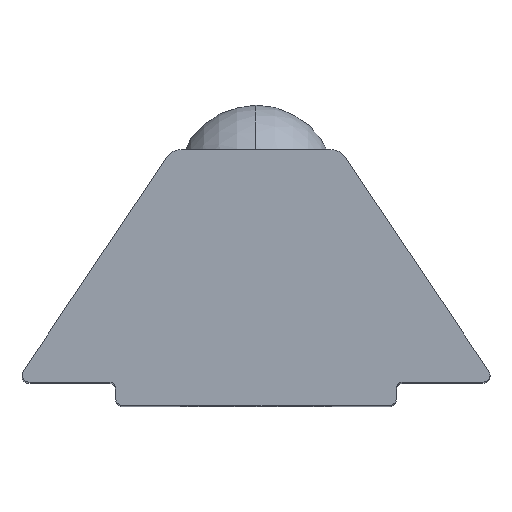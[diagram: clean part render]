
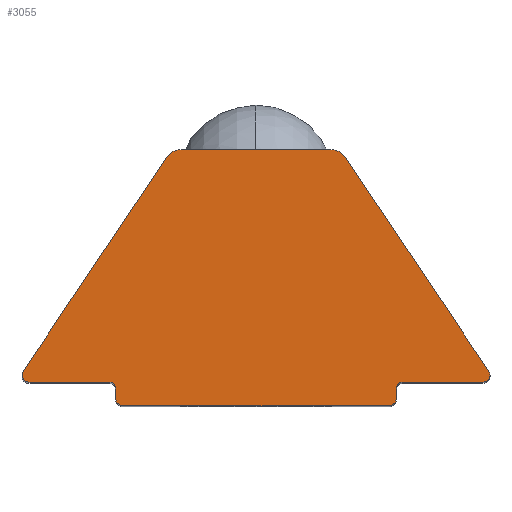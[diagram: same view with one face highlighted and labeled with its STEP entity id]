
A CAD part, top view. The second image highlights one B-rep face of the part: STEP entity #3055.
In plain terms, the highlighted planar face has unit normal (0, 0, 1).
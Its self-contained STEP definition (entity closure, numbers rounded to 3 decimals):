
#25 = VERTEX_POINT ( 'NONE', #2269 ) ;
#44 = ORIENTED_EDGE ( 'NONE', *, *, #1869, .T. ) ;
#45 = DIRECTION ( 'NONE',  ( 1., 0., 0. ) ) ;
#83 = DIRECTION ( 'NONE',  ( 0., 1., 0. ) ) ;
#146 = VERTEX_POINT ( 'NONE', #2332 ) ;
#167 = CARTESIAN_POINT ( 'NONE',  ( -2.133, 3.15, 21.9 ) ) ;
#183 = DIRECTION ( 'NONE',  ( -1., 0., 0. ) ) ;
#305 = EDGE_CURVE ( 'NONE', #146, #5039, #5263, .T. ) ;
#391 = VERTEX_POINT ( 'NONE', #5795 ) ;
#413 = ORIENTED_EDGE ( 'NONE', *, *, #2130, .T. ) ;
#437 = EDGE_CURVE ( 'NONE', #3596, #391, #4787, .T. ) ;
#468 = VERTEX_POINT ( 'NONE', #2601 ) ;
#506 = ORIENTED_EDGE ( 'NONE', *, *, #2089, .T. ) ;
#568 = ORIENTED_EDGE ( 'NONE', *, *, #2215, .T. ) ;
#609 = CARTESIAN_POINT ( 'NONE',  ( -4., -3.45, 21.9 ) ) ;
#773 = VECTOR ( 'NONE', #3201, 1000. ) ;
#815 = VECTOR ( 'NONE', #183, 1000. ) ;
#848 = DIRECTION ( 'NONE',  ( -1., 0., 0. ) ) ;
#897 = CIRCLE ( 'NONE', #1424, 0.2 ) ;
#958 = DIRECTION ( 'NONE',  ( 0., 0., -1. ) ) ;
#979 = DIRECTION ( 'NONE',  ( 0., 0., 1. ) ) ;
#991 = DIRECTION ( 'NONE',  ( -1., 0., 0. ) ) ;
#1006 = EDGE_CURVE ( 'NONE', #2512, #6679, #1368, .T. ) ;
#1088 = ORIENTED_EDGE ( 'NONE', *, *, #5301, .T. ) ;
#1107 = CARTESIAN_POINT ( 'NONE',  ( -6.475, -2.78, 21.9 ) ) ;
#1114 = DIRECTION ( 'NONE',  ( 0., 0., 1. ) ) ;
#1136 = DIRECTION ( 'NONE',  ( -0.557, -0.83, 0. ) ) ;
#1171 = LINE ( 'NONE', #3693, #815 ) ;
#1252 = DIRECTION ( 'NONE',  ( -1., 0., 0. ) ) ;
#1253 = CARTESIAN_POINT ( 'NONE',  ( -4., -3.65, 21.9 ) ) ;
#1273 = CARTESIAN_POINT ( 'NONE',  ( 0., 0., 21.9 ) ) ;
#1283 = DIRECTION ( 'NONE',  ( -1., 0., 0. ) ) ;
#1323 = CARTESIAN_POINT ( 'NONE',  ( -6.475, -2.98, 21.9 ) ) ;
#1368 = CIRCLE ( 'NONE', #5401, 0.2 ) ;
#1415 = ORIENTED_EDGE ( 'NONE', *, *, #3042, .T. ) ;
#1424 = AXIS2_PLACEMENT_3D ( 'NONE', #5954, #2379, #1283 ) ;
#1442 = CARTESIAN_POINT ( 'NONE',  ( 6.475, -2.78, 21.9 ) ) ;
#1494 = CARTESIAN_POINT ( 'NONE',  ( 3.8, -3.45, 21.9 ) ) ;
#1526 = CARTESIAN_POINT ( 'NONE',  ( 2.133, 3.65, 21.9 ) ) ;
#1644 = AXIS2_PLACEMENT_3D ( 'NONE', #2753, #1114, #2102 ) ;
#1667 = CARTESIAN_POINT ( 'NONE',  ( -4.2, -2.98, 21.9 ) ) ;
#1688 = CARTESIAN_POINT ( 'NONE',  ( 4., -3.18, 21.9 ) ) ;
#1690 = ORIENTED_EDGE ( 'NONE', *, *, #1707, .T. ) ;
#1707 = EDGE_CURVE ( 'NONE', #4162, #2512, #5816, .T. ) ;
#1715 = CARTESIAN_POINT ( 'NONE',  ( 6.675, -2.78, 21.9 ) ) ;
#1754 = PLANE ( 'NONE',  #6206 ) ;
#1755 = EDGE_CURVE ( 'NONE', #2450, #3596, #4422, .T. ) ;
#1864 = ORIENTED_EDGE ( 'NONE', *, *, #5336, .T. ) ;
#1865 = CARTESIAN_POINT ( 'NONE',  ( -6.641, -2.669, 21.9 ) ) ;
#1869 = EDGE_CURVE ( 'NONE', #2343, #4162, #897, .T. ) ;
#1963 = CIRCLE ( 'NONE', #4149, 0.2 ) ;
#2089 = EDGE_CURVE ( 'NONE', #468, #2450, #3943, .T. ) ;
#2102 = DIRECTION ( 'NONE',  ( -1., 0., 0. ) ) ;
#2124 = VERTEX_POINT ( 'NONE', #2895 ) ;
#2130 = EDGE_CURVE ( 'NONE', #391, #2124, #1963, .T. ) ;
#2215 = EDGE_CURVE ( 'NONE', #3161, #468, #4251, .T. ) ;
#2247 = DIRECTION ( 'NONE',  ( 0., 0., 1. ) ) ;
#2269 = CARTESIAN_POINT ( 'NONE',  ( -2.133, 3.65, 21.9 ) ) ;
#2332 = CARTESIAN_POINT ( 'NONE',  ( -2.549, 3.429, 21.9 ) ) ;
#2335 = EDGE_CURVE ( 'NONE', #6123, #5729, #5664, .T. ) ;
#2343 = VERTEX_POINT ( 'NONE', #1688 ) ;
#2354 = AXIS2_PLACEMENT_3D ( 'NONE', #5252, #5854, #2662 ) ;
#2375 = ORIENTED_EDGE ( 'NONE', *, *, #437, .T. ) ;
#2379 = DIRECTION ( 'NONE',  ( 0., 0., -1. ) ) ;
#2450 = VERTEX_POINT ( 'NONE', #609 ) ;
#2512 = VERTEX_POINT ( 'NONE', #4648 ) ;
#2591 = CARTESIAN_POINT ( 'NONE',  ( 6.475, -2.78, 21.9 ) ) ;
#2601 = CARTESIAN_POINT ( 'NONE',  ( -4., -3.18, 21.9 ) ) ;
#2662 = DIRECTION ( 'NONE',  ( -1., 0., 0. ) ) ;
#2713 = CARTESIAN_POINT ( 'NONE',  ( 4., -3.65, 21.9 ) ) ;
#2731 = AXIS2_PLACEMENT_3D ( 'NONE', #167, #6471, #5953 ) ;
#2753 = CARTESIAN_POINT ( 'NONE',  ( 2.133, 3.15, 21.9 ) ) ;
#2895 = CARTESIAN_POINT ( 'NONE',  ( 4., -3.45, 21.9 ) ) ;
#3042 = EDGE_CURVE ( 'NONE', #4871, #3161, #4966, .T. ) ;
#3055 = ADVANCED_FACE ( 'NONE', ( #4448 ), #1754, .F. ) ;
#3161 = VERTEX_POINT ( 'NONE', #1667 ) ;
#3174 = ORIENTED_EDGE ( 'NONE', *, *, #5259, .T. ) ;
#3187 = DIRECTION ( 'NONE',  ( -1., 0., 0. ) ) ;
#3201 = DIRECTION ( 'NONE',  ( -0.557, 0.83, 0. ) ) ;
#3532 = ORIENTED_EDGE ( 'NONE', *, *, #2335, .T. ) ;
#3570 = DIRECTION ( 'NONE',  ( -1., 0., 0. ) ) ;
#3577 = CARTESIAN_POINT ( 'NONE',  ( 6.85, -2.98, 21.9 ) ) ;
#3596 = VERTEX_POINT ( 'NONE', #4611 ) ;
#3656 = CARTESIAN_POINT ( 'NONE',  ( -6.85, -2.98, 21.9 ) ) ;
#3693 = CARTESIAN_POINT ( 'NONE',  ( -6.85, 3.65, 21.9 ) ) ;
#3726 = DIRECTION ( 'NONE',  ( 0., 0., 1. ) ) ;
#3809 = DIRECTION ( 'NONE',  ( 1., 0., 0. ) ) ;
#3943 = LINE ( 'NONE', #1253, #4702 ) ;
#3973 = VECTOR ( 'NONE', #3809, 1000. ) ;
#4074 = CIRCLE ( 'NONE', #6568, 0.2 ) ;
#4149 = AXIS2_PLACEMENT_3D ( 'NONE', #1494, #4563, #3570 ) ;
#4162 = VERTEX_POINT ( 'NONE', #4701 ) ;
#4251 = CIRCLE ( 'NONE', #4474, 0.2 ) ;
#4422 = CIRCLE ( 'NONE', #2354, 0.2 ) ;
#4448 = FACE_OUTER_BOUND ( 'NONE', #6507, .T. ) ;
#4474 = AXIS2_PLACEMENT_3D ( 'NONE', #5646, #958, #991 ) ;
#4563 = DIRECTION ( 'NONE',  ( 0., 0., 1. ) ) ;
#4571 = ORIENTED_EDGE ( 'NONE', *, *, #6451, .T. ) ;
#4581 = AXIS2_PLACEMENT_3D ( 'NONE', #2591, #2247, #1252 ) ;
#4611 = CARTESIAN_POINT ( 'NONE',  ( -3.8, -3.65, 21.9 ) ) ;
#4648 = CARTESIAN_POINT ( 'NONE',  ( 6.475, -2.98, 21.9 ) ) ;
#4682 = VERTEX_POINT ( 'NONE', #5791 ) ;
#4701 = CARTESIAN_POINT ( 'NONE',  ( 4.2, -2.98, 21.9 ) ) ;
#4702 = VECTOR ( 'NONE', #5480, 1000. ) ;
#4723 = CARTESIAN_POINT ( 'NONE',  ( -6.85, -3.65, 21.9 ) ) ;
#4759 = LINE ( 'NONE', #2713, #5483 ) ;
#4787 = LINE ( 'NONE', #4723, #4987 ) ;
#4871 = VERTEX_POINT ( 'NONE', #1323 ) ;
#4878 = ORIENTED_EDGE ( 'NONE', *, *, #1755, .T. ) ;
#4935 = CARTESIAN_POINT ( 'NONE',  ( 2.549, 3.429, 21.9 ) ) ;
#4966 = LINE ( 'NONE', #5435, #6423 ) ;
#4987 = VECTOR ( 'NONE', #45, 1000. ) ;
#5039 = VERTEX_POINT ( 'NONE', #1865 ) ;
#5081 = ORIENTED_EDGE ( 'NONE', *, *, #6469, .T. ) ;
#5106 = ORIENTED_EDGE ( 'NONE', *, *, #1006, .T. ) ;
#5252 = CARTESIAN_POINT ( 'NONE',  ( -3.8, -3.45, 21.9 ) ) ;
#5259 = EDGE_CURVE ( 'NONE', #4682, #6123, #5783, .T. ) ;
#5263 = LINE ( 'NONE', #3656, #6177 ) ;
#5301 = EDGE_CURVE ( 'NONE', #6679, #4682, #5883, .T. ) ;
#5336 = EDGE_CURVE ( 'NONE', #25, #146, #5660, .T. ) ;
#5401 = AXIS2_PLACEMENT_3D ( 'NONE', #1442, #979, #6688 ) ;
#5435 = CARTESIAN_POINT ( 'NONE',  ( -6.85, -2.98, 21.9 ) ) ;
#5480 = DIRECTION ( 'NONE',  ( 0., -1., 0. ) ) ;
#5483 = VECTOR ( 'NONE', #83, 1000. ) ;
#5502 = DIRECTION ( 'NONE',  ( 0., 0., -1. ) ) ;
#5646 = CARTESIAN_POINT ( 'NONE',  ( -4.2, -3.18, 21.9 ) ) ;
#5660 = CIRCLE ( 'NONE', #2731, 0.5 ) ;
#5664 = CIRCLE ( 'NONE', #1644, 0.5 ) ;
#5729 = VERTEX_POINT ( 'NONE', #1526 ) ;
#5771 = ORIENTED_EDGE ( 'NONE', *, *, #305, .T. ) ;
#5783 = LINE ( 'NONE', #3577, #773 ) ;
#5791 = CARTESIAN_POINT ( 'NONE',  ( 6.641, -2.669, 21.9 ) ) ;
#5795 = CARTESIAN_POINT ( 'NONE',  ( 3.8, -3.65, 21.9 ) ) ;
#5816 = LINE ( 'NONE', #6406, #3973 ) ;
#5854 = DIRECTION ( 'NONE',  ( 0., 0., 1. ) ) ;
#5883 = CIRCLE ( 'NONE', #4581, 0.2 ) ;
#5953 = DIRECTION ( 'NONE',  ( -1., 0., 0. ) ) ;
#5954 = CARTESIAN_POINT ( 'NONE',  ( 4.2, -3.18, 21.9 ) ) ;
#6011 = DIRECTION ( 'NONE',  ( 1., 0., 0. ) ) ;
#6060 = ORIENTED_EDGE ( 'NONE', *, *, #6458, .T. ) ;
#6123 = VERTEX_POINT ( 'NONE', #4935 ) ;
#6177 = VECTOR ( 'NONE', #1136, 1000. ) ;
#6206 = AXIS2_PLACEMENT_3D ( 'NONE', #1273, #5502, #848 ) ;
#6406 = CARTESIAN_POINT ( 'NONE',  ( 6.85, -2.98, 21.9 ) ) ;
#6423 = VECTOR ( 'NONE', #6011, 1000. ) ;
#6451 = EDGE_CURVE ( 'NONE', #5729, #25, #1171, .T. ) ;
#6458 = EDGE_CURVE ( 'NONE', #2124, #2343, #4759, .T. ) ;
#6469 = EDGE_CURVE ( 'NONE', #5039, #4871, #4074, .T. ) ;
#6471 = DIRECTION ( 'NONE',  ( 0., 0., 1. ) ) ;
#6507 = EDGE_LOOP ( 'NONE', ( #3174, #3532, #4571, #1864, #5771, #5081, #1415, #568, #506, #4878, #2375, #413, #6060, #44, #1690, #5106, #1088 ) ) ;
#6568 = AXIS2_PLACEMENT_3D ( 'NONE', #1107, #3726, #3187 ) ;
#6679 = VERTEX_POINT ( 'NONE', #1715 ) ;
#6688 = DIRECTION ( 'NONE',  ( -1., 0., 0. ) ) ;
